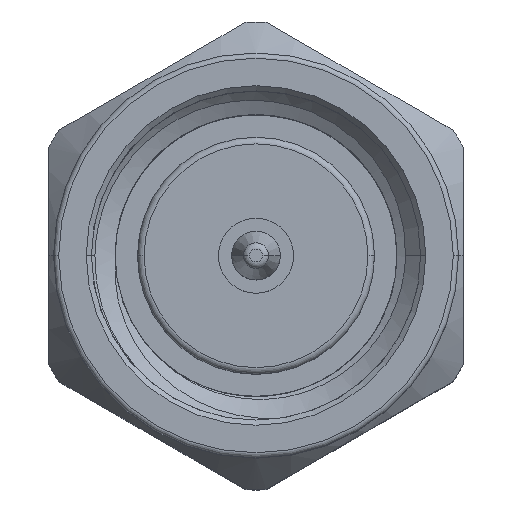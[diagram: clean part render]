
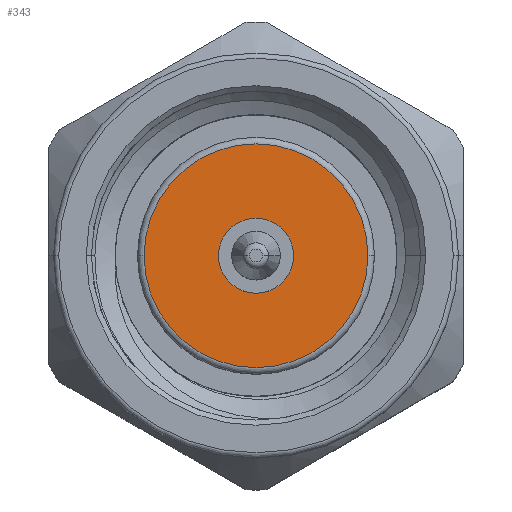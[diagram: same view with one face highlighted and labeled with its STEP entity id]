
A CAD part, top view. The second image highlights one B-rep face of the part: STEP entity #343.
In plain terms, the highlighted face is planar.
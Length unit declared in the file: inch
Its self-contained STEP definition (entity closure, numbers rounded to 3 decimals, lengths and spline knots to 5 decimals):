
#37 = CARTESIAN_POINT ( 'NONE',  ( 0.11, 0., -0.085 ) ) ;
#96 = CARTESIAN_POINT ( 'NONE',  ( 0.11, 0., 0. ) ) ;
#152 = AXIS2_PLACEMENT_3D ( 'NONE', #1659, #554, #837 ) ;
#245 = FACE_BOUND ( 'NONE', #1176, .T. ) ;
#261 = DIRECTION ( 'NONE',  ( 0., 0., -1. ) ) ;
#343 = ADVANCED_FACE ( 'NONE', ( #245, #1090 ), #844, .F. ) ;
#360 = ORIENTED_EDGE ( 'NONE', *, *, #2448, .T. ) ;
#392 = VERTEX_POINT ( 'NONE', #1932 ) ;
#476 = DIRECTION ( 'NONE',  ( -1., 0., 0. ) ) ;
#554 = DIRECTION ( 'NONE',  ( -1., 0., 0. ) ) ;
#743 = CARTESIAN_POINT ( 'NONE',  ( 0.11, 0., 0.085 ) ) ;
#823 = CARTESIAN_POINT ( 'NONE',  ( 0.11, 0., 0.0285 ) ) ;
#837 = DIRECTION ( 'NONE',  ( 0., 0., -1. ) ) ;
#844 = PLANE ( 'NONE',  #2415 ) ;
#886 = ORIENTED_EDGE ( 'NONE', *, *, #2903, .F. ) ;
#1000 = CIRCLE ( 'NONE', #1748, 0.0285 ) ;
#1019 = CARTESIAN_POINT ( 'NONE',  ( 0.11, 0., 0. ) ) ;
#1090 = FACE_OUTER_BOUND ( 'NONE', #1924, .T. ) ;
#1176 = EDGE_LOOP ( 'NONE', ( #1711, #886 ) ) ;
#1230 = EDGE_CURVE ( 'NONE', #392, #2988, #2019, .T. ) ;
#1444 = VERTEX_POINT ( 'NONE', #743 ) ;
#1579 = DIRECTION ( 'NONE',  ( 0., 0., -1. ) ) ;
#1659 = CARTESIAN_POINT ( 'NONE',  ( 0.11, 0., 0. ) ) ;
#1711 = ORIENTED_EDGE ( 'NONE', *, *, #1230, .F. ) ;
#1744 = CIRCLE ( 'NONE', #2137, 0.085 ) ;
#1748 = AXIS2_PLACEMENT_3D ( 'NONE', #1019, #476, #261 ) ;
#1924 = EDGE_LOOP ( 'NONE', ( #2609, #360 ) ) ;
#1932 = CARTESIAN_POINT ( 'NONE',  ( 0.11, 0., -0.0285 ) ) ;
#2019 = CIRCLE ( 'NONE', #152, 0.0285 ) ;
#2137 = AXIS2_PLACEMENT_3D ( 'NONE', #3122, #2846, #2592 ) ;
#2415 = AXIS2_PLACEMENT_3D ( 'NONE', #3183, #2900, #1579 ) ;
#2448 = EDGE_CURVE ( 'NONE', #1444, #2770, #1744, .T. ) ;
#2579 = CIRCLE ( 'NONE', #3018, 0.085 ) ;
#2592 = DIRECTION ( 'NONE',  ( 0., 0., -1. ) ) ;
#2609 = ORIENTED_EDGE ( 'NONE', *, *, #2658, .T. ) ;
#2658 = EDGE_CURVE ( 'NONE', #2770, #1444, #2579, .T. ) ;
#2729 = DIRECTION ( 'NONE',  ( -1., 0., 0. ) ) ;
#2769 = DIRECTION ( 'NONE',  ( 0., 0., -1. ) ) ;
#2770 = VERTEX_POINT ( 'NONE', #37 ) ;
#2846 = DIRECTION ( 'NONE',  ( -1., 0., 0. ) ) ;
#2900 = DIRECTION ( 'NONE',  ( 1., 0., 0. ) ) ;
#2903 = EDGE_CURVE ( 'NONE', #2988, #392, #1000, .T. ) ;
#2988 = VERTEX_POINT ( 'NONE', #823 ) ;
#3018 = AXIS2_PLACEMENT_3D ( 'NONE', #96, #2729, #2769 ) ;
#3122 = CARTESIAN_POINT ( 'NONE',  ( 0.11, 0., 0. ) ) ;
#3183 = CARTESIAN_POINT ( 'NONE',  ( 0.11, 0.125, 0. ) ) ;
